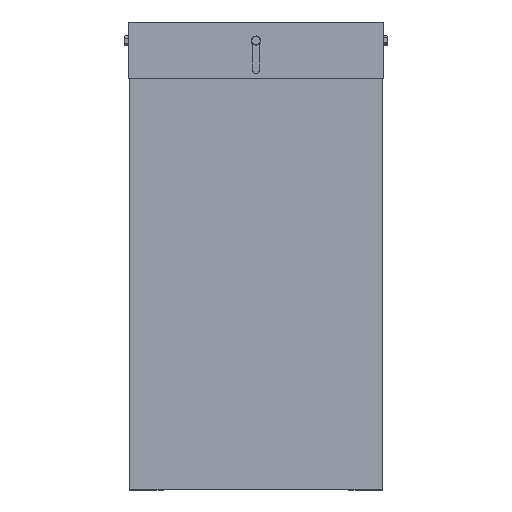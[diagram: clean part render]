
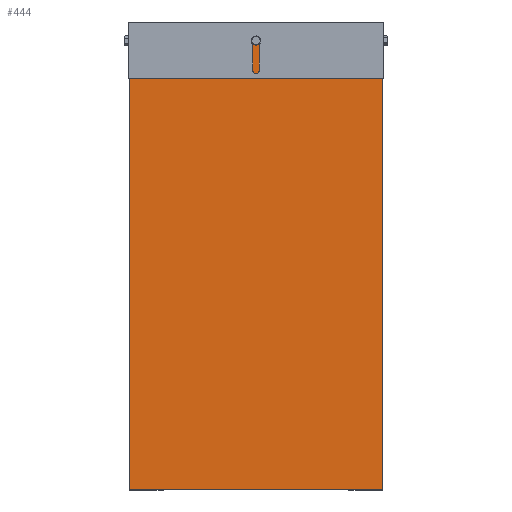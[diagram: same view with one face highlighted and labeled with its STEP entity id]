
A CAD part, top view. The second image highlights one B-rep face of the part: STEP entity #444.
In plain terms, the highlighted planar face has unit normal (0, 0, 1).
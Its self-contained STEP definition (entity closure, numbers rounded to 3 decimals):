
#24 = CARTESIAN_POINT ( 'NONE',  ( 150., 550., 0. ) ) ;
#63 = VERTEX_POINT ( 'NONE', #418 ) ;
#200 = VECTOR ( 'NONE', #2756, 1000. ) ;
#296 = LINE ( 'NONE', #2698, #298 ) ;
#298 = VECTOR ( 'NONE', #2701, 1000. ) ;
#376 = AXIS2_PLACEMENT_3D ( 'NONE', #2949, #2948, #2945 ) ;
#380 = DIRECTION ( 'NONE',  ( 1., 0., 0. ) ) ;
#387 = CARTESIAN_POINT ( 'NONE',  ( -150., 0., 0. ) ) ;
#400 = CIRCLE ( 'NONE', #686, 3. ) ;
#418 = CARTESIAN_POINT ( 'NONE',  ( -150., 550., 0. ) ) ;
#424 = DIRECTION ( 'NONE',  ( 1., 0., 0. ) ) ;
#442 = CARTESIAN_POINT ( 'NONE',  ( -150., 550., 0. ) ) ;
#444 = ADVANCED_FACE ( 'NONE', ( #1010, #1018 ), #2604, .F. ) ;
#571 = LINE ( 'NONE', #387, #1921 ) ;
#607 = CIRCLE ( 'NONE', #376, 3. ) ;
#686 = AXIS2_PLACEMENT_3D ( 'NONE', #3088, #3085, #3081 ) ;
#929 = EDGE_CURVE ( 'NONE', #1890, #1389, #400, .T. ) ;
#970 = EDGE_CURVE ( 'NONE', #63, #1570, #296, .T. ) ;
#993 = CARTESIAN_POINT ( 'NONE',  ( -3., 532., 0. ) ) ;
#1010 = FACE_BOUND ( 'NONE', #3004, .T. ) ;
#1018 = FACE_OUTER_BOUND ( 'NONE', #3158, .T. ) ;
#1052 = VECTOR ( 'NONE', #424, 1000. ) ;
#1054 = DIRECTION ( 'NONE',  ( 0., 0., -1. ) ) ;
#1270 = ORIENTED_EDGE ( 'NONE', *, *, #2751, .F. ) ;
#1355 = CARTESIAN_POINT ( 'NONE',  ( 150., 0., 0. ) ) ;
#1388 = LINE ( 'NONE', #442, #1052 ) ;
#1389 = VERTEX_POINT ( 'NONE', #1621 ) ;
#1402 = CARTESIAN_POINT ( 'NONE',  ( -150., 0., 0. ) ) ;
#1570 = VERTEX_POINT ( 'NONE', #1402 ) ;
#1579 = VERTEX_POINT ( 'NONE', #1355 ) ;
#1621 = CARTESIAN_POINT ( 'NONE',  ( 3., 532., 0. ) ) ;
#1699 = DIRECTION ( 'NONE',  ( -1., 0., 0. ) ) ;
#1877 = AXIS2_PLACEMENT_3D ( 'NONE', #2974, #1054, #1699 ) ;
#1890 = VERTEX_POINT ( 'NONE', #993 ) ;
#1921 = VECTOR ( 'NONE', #380, 1000. ) ;
#1963 = ORIENTED_EDGE ( 'NONE', *, *, #970, .T. ) ;
#1965 = ORIENTED_EDGE ( 'NONE', *, *, #2049, .F. ) ;
#1969 = ORIENTED_EDGE ( 'NONE', *, *, #2890, .F. ) ;
#1972 = ORIENTED_EDGE ( 'NONE', *, *, #2063, .T. ) ;
#1984 = ORIENTED_EDGE ( 'NONE', *, *, #929, .F. ) ;
#2049 = EDGE_CURVE ( 'NONE', #63, #2156, #1388, .T. ) ;
#2063 = EDGE_CURVE ( 'NONE', #1570, #1579, #571, .T. ) ;
#2156 = VERTEX_POINT ( 'NONE', #24 ) ;
#2604 = PLANE ( 'NONE',  #1877 ) ;
#2698 = CARTESIAN_POINT ( 'NONE',  ( -150., 1., 0. ) ) ;
#2701 = DIRECTION ( 'NONE',  ( 0., -1., 0. ) ) ;
#2744 = CARTESIAN_POINT ( 'NONE',  ( 150., 1., 0. ) ) ;
#2751 = EDGE_CURVE ( 'NONE', #1389, #1890, #607, .T. ) ;
#2756 = DIRECTION ( 'NONE',  ( 0., -1., 0. ) ) ;
#2890 = EDGE_CURVE ( 'NONE', #2156, #1579, #3133, .T. ) ;
#2945 = DIRECTION ( 'NONE',  ( 1., 0., 0. ) ) ;
#2948 = DIRECTION ( 'NONE',  ( 0., 0., 1. ) ) ;
#2949 = CARTESIAN_POINT ( 'NONE',  ( 0., 532., 0. ) ) ;
#2974 = CARTESIAN_POINT ( 'NONE',  ( -150., 1., 0. ) ) ;
#3004 = EDGE_LOOP ( 'NONE', ( #1270, #1984 ) ) ;
#3081 = DIRECTION ( 'NONE',  ( 1., 0., 0. ) ) ;
#3085 = DIRECTION ( 'NONE',  ( 0., 0., 1. ) ) ;
#3088 = CARTESIAN_POINT ( 'NONE',  ( 0., 532., 0. ) ) ;
#3133 = LINE ( 'NONE', #2744, #200 ) ;
#3158 = EDGE_LOOP ( 'NONE', ( #1972, #1969, #1965, #1963 ) ) ;
